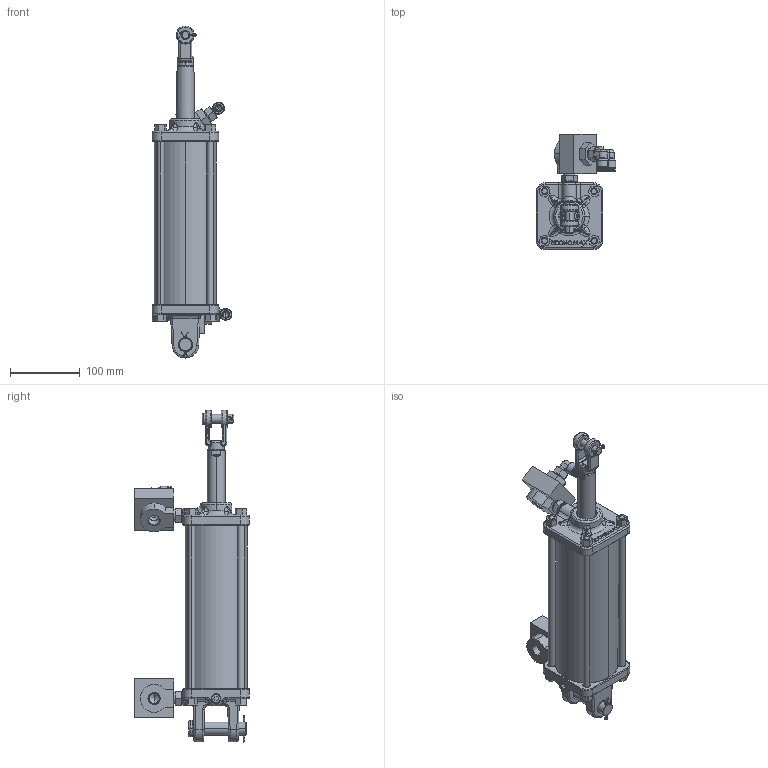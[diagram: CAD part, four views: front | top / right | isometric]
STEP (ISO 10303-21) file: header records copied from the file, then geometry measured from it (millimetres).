
FILE_DESCRIPTION (( 'STEP AP203' ), '1' );
FILE_NAME ('EA3S080A2N091NFQ.STEP', '2022-01-24T13:44:10', ( '' ), ( '' ), 'SwSTEP 2.0', 'SolidWorks 2021', '' );
FILE_SCHEMA (( 'CONFIG_CONTROL_DESIGN' ));
Length unit declared in the file: inch
Products named in the file (18): 18cotter pin X .5; ZY-CP-290; AQ3000-N03-L_AQ3050 lgBody_3000; AQ69-DOTS-6X6; BDCO61ZD; 18cotter pin X .75; 1R8S063-18M3; 038HEXNUT; EA3S080A2N091NFQ; E325H AS CAST RIBS MACHINED REV3; 3.2T8S LOGOTM; E325C AS CAST MACHINED REV3; 5409-04V; APT32-0.75-16; 38-24TR8B; 5404-0604; AQ3000-N03-L(HPS 30-L)_AQ3000-N03-L
Assembly tree (30 placements, depth 3):
  EA3S080A2N091NFQ
    E325H AS CAST RIBS MACHINED REV3
    E325C AS CAST MACHINED REV3
    1R8S063-18M3
    BDCO61ZD
    3.2T8S LOGOTM
    18cotter pin X .5
    ZY-CP-290
      ZY-CP-290
      18cotter pin X .75
    38-24TR8B  x4
    038HEXNUT  x8
    APT32-0.75-16
    5404-0604  x2
    AQ3000-N03-L(HPS 30-L)_AQ3000-N03-L  x2
      AQ3000-N03-L_AQ3050 lgBody_3000
    AQ69-DOTS-6X6  x2
    5409-04V
Bounding box: 114.3 x 164.66 x 476.34 mm (x, y, z)
Volume: 1183841.1 mm3; surface area: 367098 mm2
Topology: 30 solids, 30 shells, 2081 faces, 4927 edges, 2978 vertices
Faces by surface type: cone 620, plane 565, bspline 406, cylinder 313, torus 175, sphere 2
Entity records: 69267 total; most frequent: CARTESIAN_POINT 35944, ORIENTED_EDGE 6804, DIRECTION 5856, EDGE_CURVE 3402, AXIS2_PLACEMENT_3D 2227, VERTEX_POINT 2086, EDGE_LOOP 1584, ADVANCED_FACE 1441
